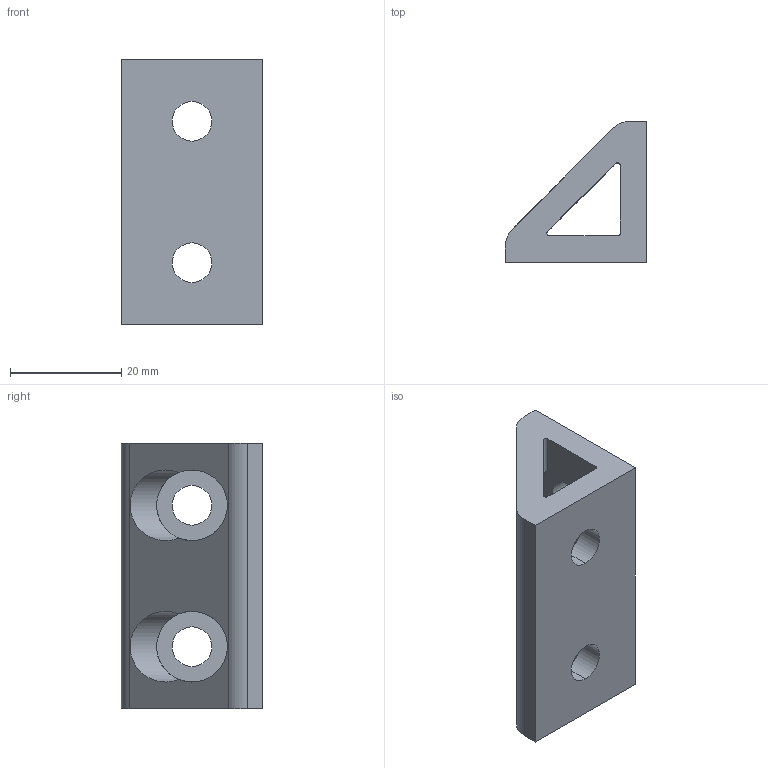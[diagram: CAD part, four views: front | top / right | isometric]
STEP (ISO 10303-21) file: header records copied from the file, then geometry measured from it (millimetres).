
FILE_DESCRIPTION (( 'STEP AP203' ), '1' );
FILE_NAME ('151065.step', '2021-06-03T16:13:40', ( '' ), ( '' ), 'SwSTEP 2.0', 'SolidWorks 2021', '' );
FILE_SCHEMA (( 'CONFIG_CONTROL_DESIGN' ));
Length unit declared in the file: inch
Products named in the file (1): 151065
Bounding box: 25.4 x 25.4 x 47.62 mm (x, y, z)
Volume: 13157.4 mm3; surface area: 6827 mm2
Topology: 1 solids, 1 shells, 47 faces, 129 edges, 82 vertices
Faces by surface type: cylinder 35, plane 12
Entity records: 1880 total; most frequent: CARTESIAN_POINT 679, ORIENTED_EDGE 258, DIRECTION 211, EDGE_CURVE 129, VERTEX_POINT 82, AXIS2_PLACEMENT_3D 78, EDGE_LOOP 59, VECTOR 55
